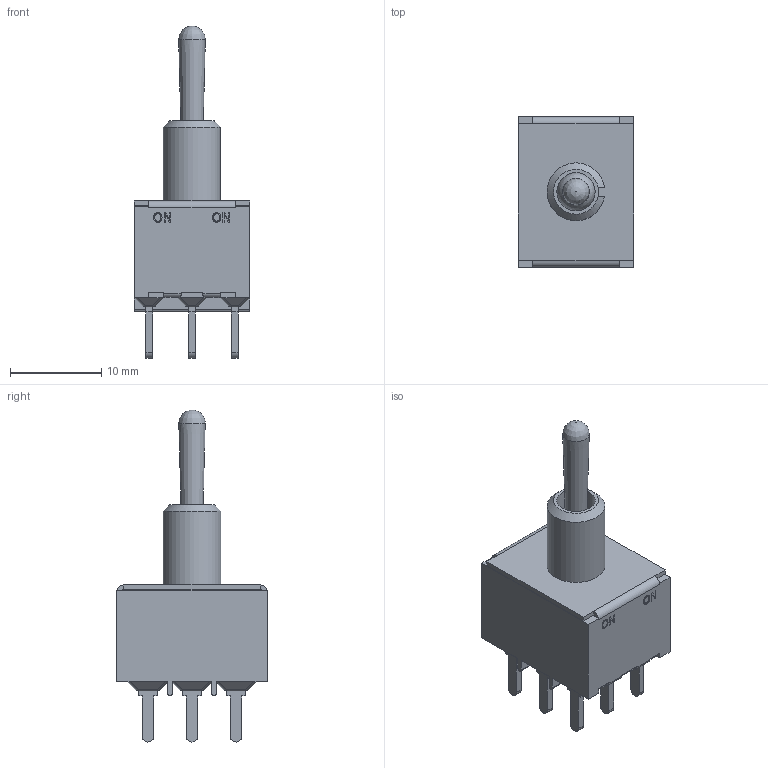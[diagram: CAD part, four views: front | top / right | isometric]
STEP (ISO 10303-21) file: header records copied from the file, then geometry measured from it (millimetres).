
FILE_DESCRIPTION((' '),'2;1');
FILE_NAME('1003PxT1B1M2xE.stp','2017-07-26T14:59:34',(' '),(' '),' ','ACIS',' ');
FILE_SCHEMA(('CONFIG_CONTROL_DESIGN'));
Length unit declared in the file: inch
Products named in the file (1): 1003PxT1B1M2xE.stp
Bounding box: 12.7 x 16.51 x 36.44 mm (x, y, z)
Volume: 2596.1 mm3; surface area: 2284.2 mm2
Topology: 1 solids, 2 shells, 394 faces, 1037 edges, 657 vertices
Faces by surface type: plane 262, cylinder 97, sphere 31, cone 3, bspline 1
Full cylindrical faces by diameter (mm): 1.65 x1, 4.2 x1
Entity records: 12152 total; most frequent: CARTESIAN_POINT 2197, ORIENTED_EDGE 2058, DIRECTION 2049, EDGE_CURVE 1029, VECTOR 745, LINE 745, VERTEX_POINT 655, AXIS2_PLACEMENT_3D 652
